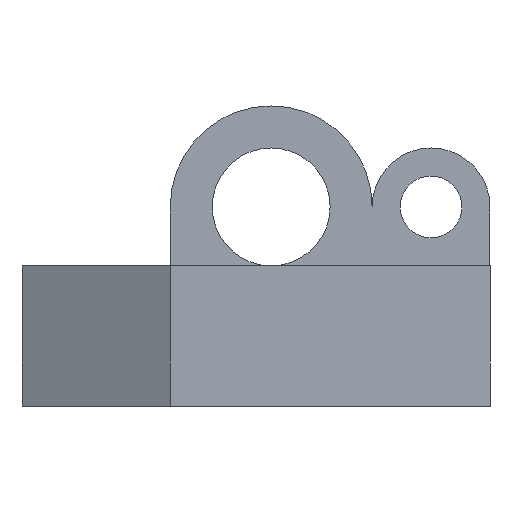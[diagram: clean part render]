
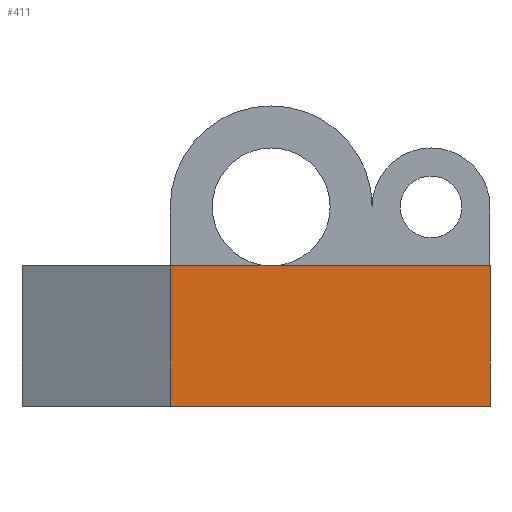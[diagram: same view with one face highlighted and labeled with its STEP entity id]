
A CAD part, front view. The second image highlights one B-rep face of the part: STEP entity #411.
In plain terms, the highlighted planar face has unit normal (0, -1, 0).
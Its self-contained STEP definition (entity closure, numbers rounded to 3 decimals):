
#31 = VECTOR ( 'NONE', #454, 1000. ) ;
#57 = VECTOR ( 'NONE', #494, 1000. ) ;
#60 = VECTOR ( 'NONE', #634, 1000. ) ;
#64 = VECTOR ( 'NONE', #628, 1000. ) ;
#153 = AXIS2_PLACEMENT_3D ( 'NONE', #728, #727, #726 ) ;
#220 = FACE_OUTER_BOUND ( 'NONE', #1027, .T. ) ;
#265 = LINE ( 'NONE', #773, #31 ) ;
#279 = LINE ( 'NONE', #633, #60 ) ;
#281 = LINE ( 'NONE', #627, #64 ) ;
#293 = EDGE_CURVE ( 'NONE', #1092, #1169, #993, .T. ) ;
#358 = EDGE_CURVE ( 'NONE', #1092, #1088, #281, .T. ) ;
#360 = EDGE_CURVE ( 'NONE', #1169, #1062, #279, .T. ) ;
#377 = EDGE_CURVE ( 'NONE', #1088, #1062, #265, .T. ) ;
#411 = ADVANCED_FACE ( 'NONE', ( #220 ), #729, .F. ) ;
#454 = DIRECTION ( 'NONE',  ( 0., 0., -1. ) ) ;
#494 = DIRECTION ( 'NONE',  ( 0., 0., -1. ) ) ;
#627 = CARTESIAN_POINT ( 'NONE',  ( 22.8, -12.2, 10. ) ) ;
#628 = DIRECTION ( 'NONE',  ( 1., 0., 0. ) ) ;
#633 = CARTESIAN_POINT ( 'NONE',  ( 22.8, -12.2, 0. ) ) ;
#634 = DIRECTION ( 'NONE',  ( 1., 0., 0. ) ) ;
#647 = CARTESIAN_POINT ( 'NONE',  ( 0., -12.2, 10. ) ) ;
#726 = DIRECTION ( 'NONE',  ( 0., 0., 1. ) ) ;
#727 = DIRECTION ( 'NONE',  ( 0., 1., 0. ) ) ;
#728 = CARTESIAN_POINT ( 'NONE',  ( 22.8, -12.2, 10. ) ) ;
#729 = PLANE ( 'NONE',  #153 ) ;
#773 = CARTESIAN_POINT ( 'NONE',  ( 22.8, -12.2, 10. ) ) ;
#807 = CARTESIAN_POINT ( 'NONE',  ( 0., -12.2, 10. ) ) ;
#811 = CARTESIAN_POINT ( 'NONE',  ( 22.8, -12.2, 10. ) ) ;
#847 = CARTESIAN_POINT ( 'NONE',  ( 22.8, -12.2, 0. ) ) ;
#936 = CARTESIAN_POINT ( 'NONE',  ( 0., -12.2, 0. ) ) ;
#993 = LINE ( 'NONE', #647, #57 ) ;
#1027 = EDGE_LOOP ( 'NONE', ( #1227, #1229, #1230, #1225 ) ) ;
#1062 = VERTEX_POINT ( 'NONE', #847 ) ;
#1088 = VERTEX_POINT ( 'NONE', #811 ) ;
#1092 = VERTEX_POINT ( 'NONE', #807 ) ;
#1169 = VERTEX_POINT ( 'NONE', #936 ) ;
#1225 = ORIENTED_EDGE ( 'NONE', *, *, #293, .T. ) ;
#1227 = ORIENTED_EDGE ( 'NONE', *, *, #360, .T. ) ;
#1229 = ORIENTED_EDGE ( 'NONE', *, *, #377, .F. ) ;
#1230 = ORIENTED_EDGE ( 'NONE', *, *, #358, .F. ) ;
